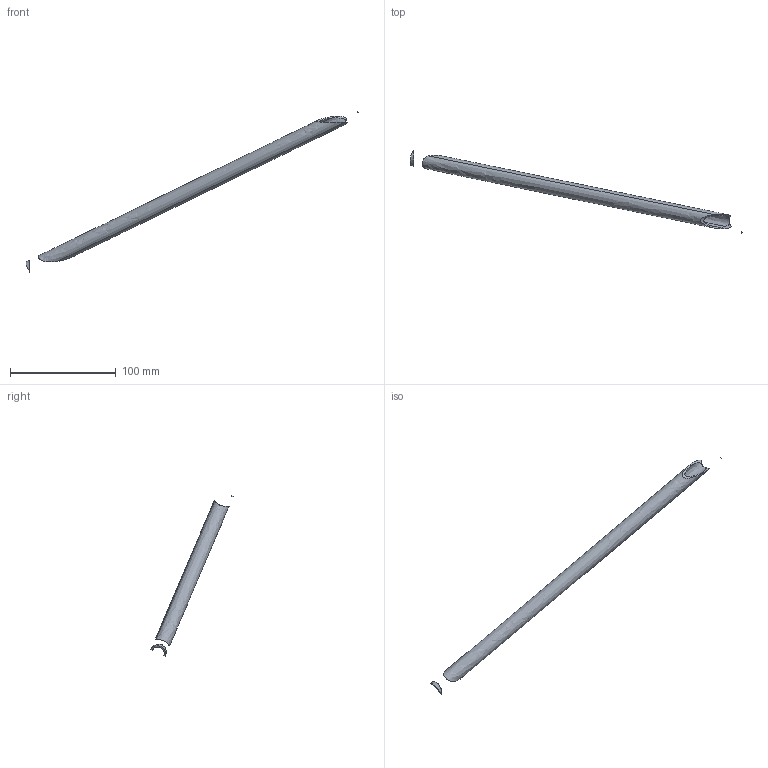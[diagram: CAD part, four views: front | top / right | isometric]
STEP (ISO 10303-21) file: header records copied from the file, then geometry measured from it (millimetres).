
FILE_DESCRIPTION(('CATIA V5 STEP Exchange'),'2;1');
FILE_NAME('984.stp','2017-12-21T22:27:08+00:00',('none'),('none'),'CATIA Version 5 Release 19 SP 2 (IN-10)','CATIA V5 STEP AP203','none');
FILE_SCHEMA(('CONFIG_CONTROL_DESIGN'));
Length unit declared in the file: millimetre
Products named in the file (1): Shape_984
Bounding box: 313.56 x 77.85 x 151.28 mm (x, y, z)
Volume: 19161 mm3; surface area: 25909.9 mm2
Topology: 3 solids, 3 shells, 19 faces, 42 edges, 28 vertices
Faces by surface type: bspline 10, plane 5, cylinder 4
Entity records: 1104 total; most frequent: CARTESIAN_POINT 749, ORIENTED_EDGE 84, EDGE_CURVE 42, VERTEX_POINT 28, DIRECTION 27, B_SPLINE_CURVE_WITH_KNOTS 24, EDGE_LOOP 20, ADVANCED_FACE 19
